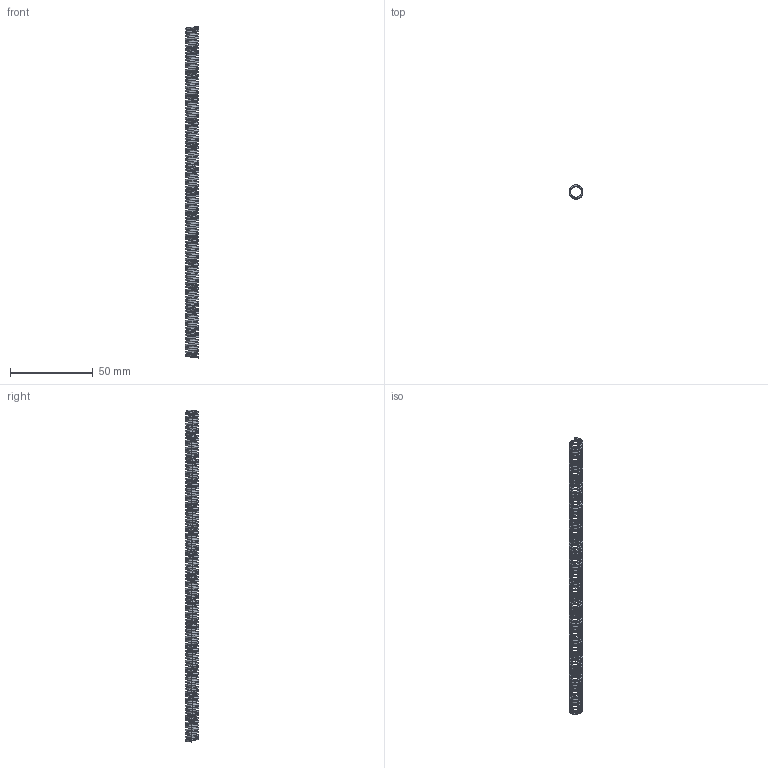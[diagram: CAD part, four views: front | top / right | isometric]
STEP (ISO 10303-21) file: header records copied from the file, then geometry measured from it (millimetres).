
FILE_DESCRIPTION(('CATIA V5 STEP Exchange'),'2;1');
FILE_NAME('spring 7.stp','2021-04-05T19:51:45+00:00',('none'),('none'),'CATIA Version 5 Release 20 GA (IN-10)','CATIA V5 STEP AP203','none');
FILE_SCHEMA(('CONFIG_CONTROL_DESIGN'));
Products named in the file (1): spring 7.5mm
Bounding box: 8.33 x 8.33 x 200.83 mm (x, y, z)
Volume: 1234.8 mm3; surface area: 5942.3 mm2
Topology: 1 solids, 1 shells, 388 faces, 774 edges, 389 vertices
Faces by surface type: bspline 386, plane 2
Entity records: 38994 total; most frequent: CARTESIAN_POINT 35060, ORIENTED_EDGE 1548, EDGE_CURVE 774, ADVANCED_FACE 388, EDGE_LOOP 388, FACE_OUTER_BOUND 388, VERTEX_POINT 388, DIRECTION 4
